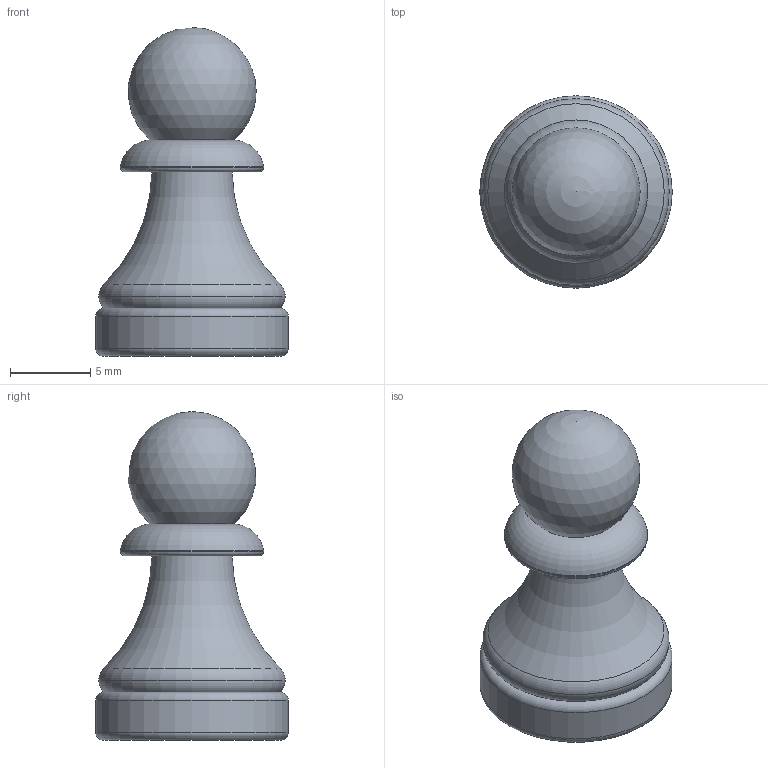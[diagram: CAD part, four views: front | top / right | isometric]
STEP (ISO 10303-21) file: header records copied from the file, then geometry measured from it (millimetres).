
FILE_DESCRIPTION(('HOOPS Exchange Step'),'2;1');
FILE_NAME('temp_export','2024-08-04T13:46:58+08:00',('sharma21'),('Shapr3D Limited'),'HOOPS Exchange 2024.2','Shapr3D','Authorized');
FILE_SCHEMA( ('AUTOMOTIVE_DESIGN { 1 0 10303 214 1 1 1 1 }') );
Length unit declared in the file: millimetre
Products named in the file (1): root
Bounding box: 12 x 12 x 20.5 mm (x, y, z)
Volume: 1128.2 mm3; surface area: 749 mm2
Topology: 1 solids, 1 shells, 12 faces, 30 edges, 20 vertices
Faces by surface type: torus 8, plane 2, cylinder 1, sphere 1
Full cylindrical faces by diameter (mm): 12 x1
Entity records: 401 total; most frequent: DIRECTION 83, CARTESIAN_POINT 62, ORIENTED_EDGE 58, AXIS2_PLACEMENT_3D 41, EDGE_CURVE 29, CIRCLE 28, VERTEX_POINT 20, EDGE_LOOP 13
